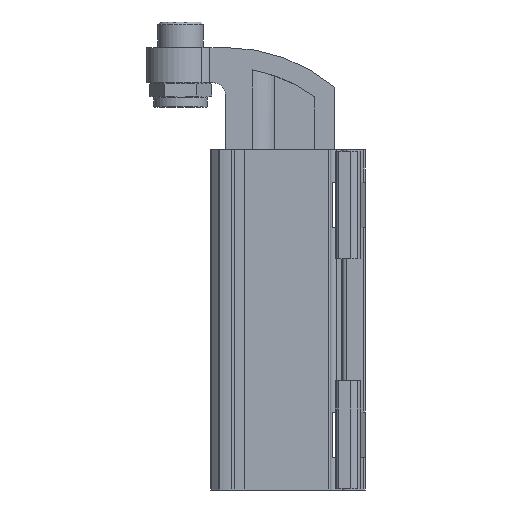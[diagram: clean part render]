
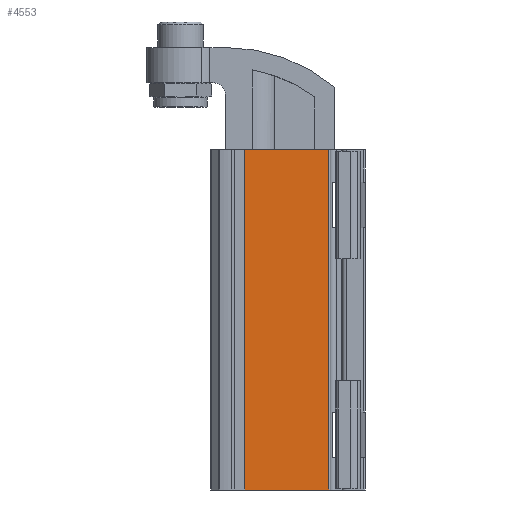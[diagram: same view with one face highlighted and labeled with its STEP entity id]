
A CAD part, left-side view. The second image highlights one B-rep face of the part: STEP entity #4553.
In plain terms, the highlighted planar face has unit normal (-1, 0, 0).
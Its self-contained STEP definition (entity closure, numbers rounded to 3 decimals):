
#647=ORIENTED_EDGE('',*,*,#1954,.T.);
#648=ORIENTED_EDGE('',*,*,#1955,.F.);
#649=ORIENTED_EDGE('',*,*,#1956,.F.);
#650=ORIENTED_EDGE('',*,*,#1952,.T.);
#1952=EDGE_CURVE('',#2591,#2590,#3036,.T.);
#1954=EDGE_CURVE('',#2590,#2592,#3038,.T.);
#1955=EDGE_CURVE('',#2593,#2592,#3039,.T.);
#1956=EDGE_CURVE('',#2591,#2593,#3040,.T.);
#2590=VERTEX_POINT('',#7082);
#2591=VERTEX_POINT('',#7084);
#2592=VERTEX_POINT('',#7088);
#2593=VERTEX_POINT('',#7090);
#3036=LINE('',#7083,#3409);
#3038=LINE('',#7087,#3411);
#3039=LINE('',#7089,#3412);
#3040=LINE('',#7091,#3413);
#3409=VECTOR('',#5626,1000.);
#3411=VECTOR('',#5630,1000.);
#3412=VECTOR('',#5631,1000.);
#3413=VECTOR('',#5632,1000.);
#3747=EDGE_LOOP('',(#647,#648,#649,#650));
#4084=FACE_BOUND('',#3747,.T.);
#4404=PLANE('',#4938);
#4553=ADVANCED_FACE('',(#4084),#4404,.F.);
#4938=AXIS2_PLACEMENT_3D('',#7086,#5628,#5629);
#5626=DIRECTION('',(0.,0.,-1.));
#5628=DIRECTION('',(1.,0.,0.));
#5629=DIRECTION('',(0.,1.,0.));
#5630=DIRECTION('',(0.,-1.,0.));
#5631=DIRECTION('',(0.,0.,-1.));
#5632=DIRECTION('',(0.,-1.,0.));
#7082=CARTESIAN_POINT('',(0.2,42.6,-60.));
#7083=CARTESIAN_POINT('',(0.2,42.6,60.));
#7084=CARTESIAN_POINT('',(0.2,42.6,60.));
#7086=CARTESIAN_POINT('',(0.2,42.6,60.));
#7087=CARTESIAN_POINT('',(0.2,42.6,-60.));
#7088=CARTESIAN_POINT('',(0.2,12.9,-60.));
#7089=CARTESIAN_POINT('',(0.2,12.9,60.));
#7090=CARTESIAN_POINT('',(0.2,12.9,60.));
#7091=CARTESIAN_POINT('',(0.2,42.6,60.));
